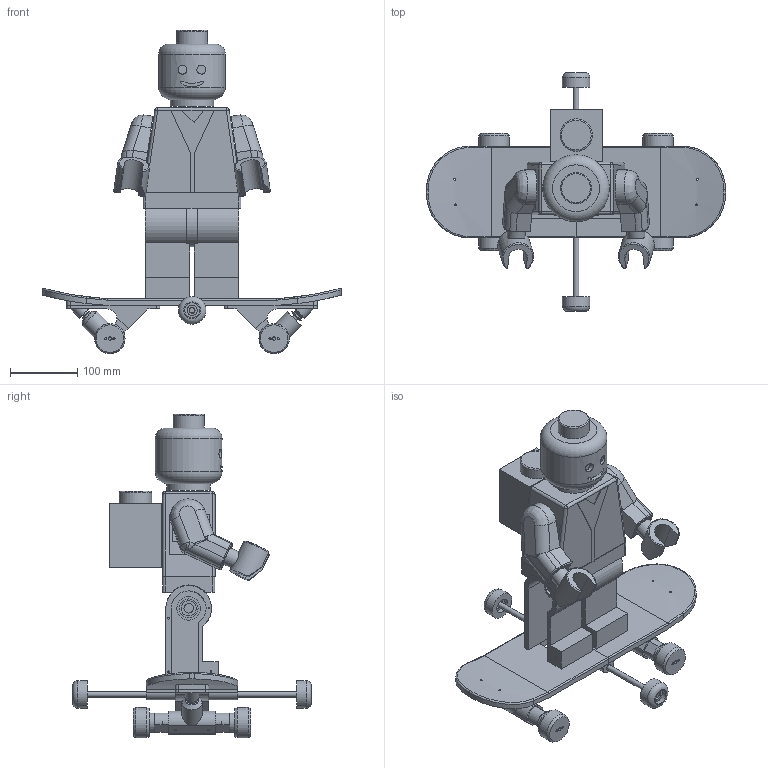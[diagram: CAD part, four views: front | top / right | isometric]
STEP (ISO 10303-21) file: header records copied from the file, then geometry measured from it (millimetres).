
FILE_DESCRIPTION(/* description */ (''),/* implementation_level */ '2;1');
FILE_NAME(/* name */ '4b4cdff7-4808-4166-b71f-2a9d99c96d8b.stp',/* time_stamp */ '2019-02-25T11:26:31+00:00',/* author */ (''),/* organization */ (''),/* preprocessor_version */ 'ST-DEVELOPER v17.2',/* originating_system */ 'Autodesk Translation Framework v7.6.0.251',/* authorisation */ '');
FILE_SCHEMA (('AUTOMOTIVE_DESIGN { 1 0 10303 214 3 1 1 }'));
Length unit declared in the file: millimetre
Products named in the file (4): Minifig_Skater; Classic_Low_Maintenance_Hair v1; leg; body
Assembly tree (3 placements, depth 2):
  Minifig_Skater
    Classic_Low_Maintenance_Hair v1
    leg
    body
Bounding box: 443.5 x 354.35 x 479.99 mm (x, y, z)
Volume: 3421445.7 mm3; surface area: 823913.6 mm2
Topology: 39 solids, 41 shells, 898 faces, 2101 edges, 1381 vertices
Faces by surface type: plane 476, cylinder 340, bspline 38, torus 20, cone 16, sphere 8
Full cylindrical faces by diameter (mm): 2 x4, 2.2 x4, 2.603 x8, 2.8 x47, 3 x16, 3.2 x8, 3.4 x16, 4.5 x4, 5 x4, 6 x2, 6.2 x2, 7 x16, 8 x15, 8.5 x1, 10 x5, 13.2 x2, 14 x3, 15 x2, 22.2 x4, 22.3 x1, 26.4 x2, 27.225 x2, 28 x1, 28.5 x8, 30 x2, 35 x1, 38 x2, 38.006 x1, 41 x2, 45 x4
Entity records: 29488 total; most frequent: CARTESIAN_POINT 7995, DIRECTION 4469, ORIENTED_EDGE 4202, EDGE_CURVE 2101, AXIS2_PLACEMENT_3D 1657, VERTEX_POINT 1381, EDGE_LOOP 1196, LINE 1155
